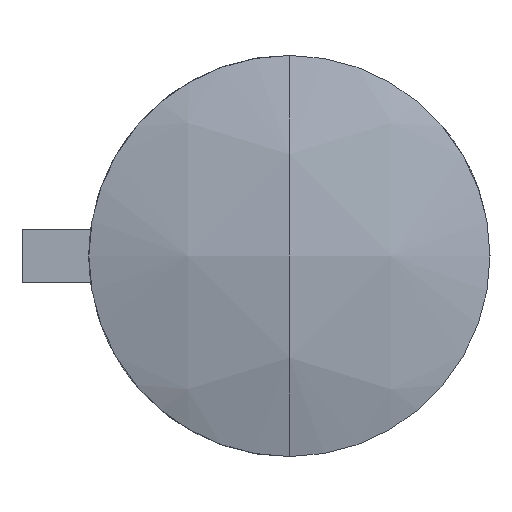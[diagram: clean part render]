
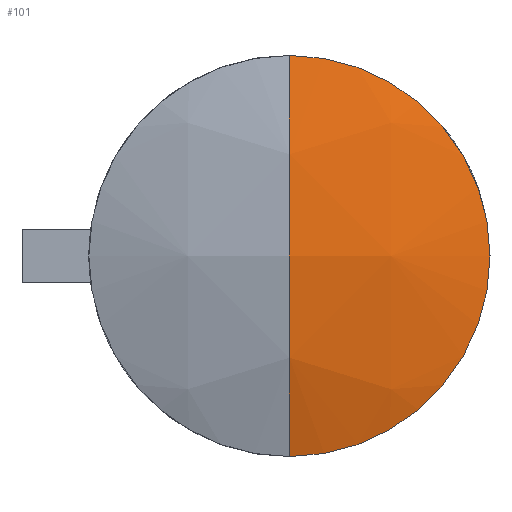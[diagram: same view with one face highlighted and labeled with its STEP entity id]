
A CAD part, left-side view. The second image highlights one B-rep face of the part: STEP entity #101.
In plain terms, the highlighted spherical face has radius 9.25 mm.
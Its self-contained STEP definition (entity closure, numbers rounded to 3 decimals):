
#97 = CARTESIAN_POINT ( 'NONE',  ( -48.75, 0., 3. ) ) ;
#101 = ADVANCED_FACE ( 'NONE', ( #1675 ), #1957, .T. ) ;
#368 = ORIENTED_EDGE ( 'NONE', *, *, #1913, .F. ) ;
#395 = CARTESIAN_POINT ( 'NONE',  ( -40., 0., 0. ) ) ;
#408 = AXIS2_PLACEMENT_3D ( 'NONE', #395, #1814, #1027 ) ;
#478 = EDGE_CURVE ( 'NONE', #849, #479, #1299, .T. ) ;
#479 = VERTEX_POINT ( 'NONE', #97 ) ;
#574 = DIRECTION ( 'NONE',  ( 1., 0., 0. ) ) ;
#705 = DIRECTION ( 'NONE',  ( 1., 0., 0. ) ) ;
#808 = EDGE_LOOP ( 'NONE', ( #1231, #368 ) ) ;
#849 = VERTEX_POINT ( 'NONE', #1106 ) ;
#1027 = DIRECTION ( 'NONE',  ( -1., 0., 0. ) ) ;
#1106 = CARTESIAN_POINT ( 'NONE',  ( -48.75, 0., -3. ) ) ;
#1207 = DIRECTION ( 'NONE',  ( 0., 0., -1. ) ) ;
#1231 = ORIENTED_EDGE ( 'NONE', *, *, #478, .F. ) ;
#1299 = CIRCLE ( 'NONE', #408, 9.25 ) ;
#1487 = CARTESIAN_POINT ( 'NONE',  ( -40., 0., 0. ) ) ;
#1675 = FACE_OUTER_BOUND ( 'NONE', #808, .T. ) ;
#1776 = AXIS2_PLACEMENT_3D ( 'NONE', #1953, #574, #1207 ) ;
#1814 = DIRECTION ( 'NONE',  ( 0., 1., 0. ) ) ;
#1903 = CIRCLE ( 'NONE', #1776, 3. ) ;
#1913 = EDGE_CURVE ( 'NONE', #479, #849, #1903, .T. ) ;
#1948 = DIRECTION ( 'NONE',  ( 0., 1., 0. ) ) ;
#1953 = CARTESIAN_POINT ( 'NONE',  ( -48.75, 0., 0. ) ) ;
#1957 = SPHERICAL_SURFACE ( 'NONE', #2017, 9.25 ) ;
#2017 = AXIS2_PLACEMENT_3D ( 'NONE', #1487, #1948, #705 ) ;
